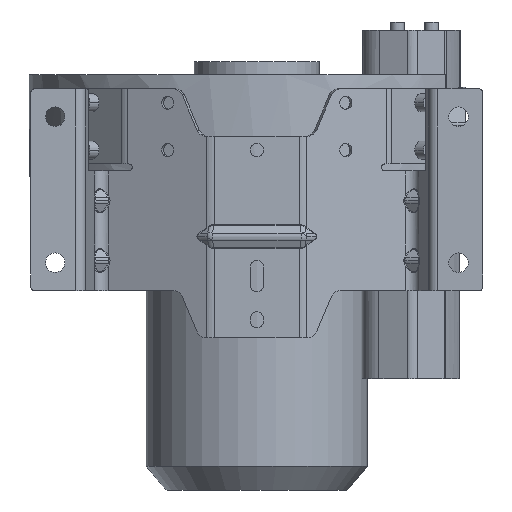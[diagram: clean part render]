
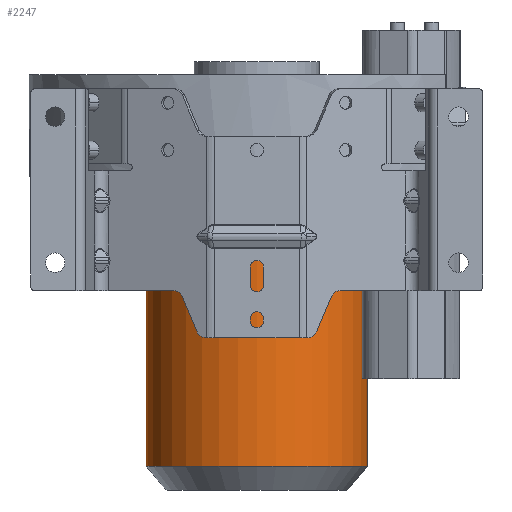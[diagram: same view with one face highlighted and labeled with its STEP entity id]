
A CAD part, front view. The second image highlights one B-rep face of the part: STEP entity #2247.
In plain terms, the highlighted cylindrical face has radius 79.5 mm (diameter 159 mm), a partial arc.
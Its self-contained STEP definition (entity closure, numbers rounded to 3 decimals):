
#403=CYLINDRICAL_SURFACE('',#10376,79.5);
#915=FACE_OUTER_BOUND('',#3075,.T.);
#1597=CIRCLE('',#9927,79.5);
#1795=CIRCLE('',#10374,79.5);
#2247=ADVANCED_FACE('',(#915),#403,.T.);
#3075=EDGE_LOOP('',(#5445,#5446,#5447,#5448));
#5445=ORIENTED_EDGE('',*,*,#7446,.F.);
#5446=ORIENTED_EDGE('',*,*,#7520,.F.);
#5447=ORIENTED_EDGE('',*,*,#7448,.T.);
#5448=ORIENTED_EDGE('',*,*,#8416,.T.);
#6464=VERTEX_POINT('',#14284);
#6465=VERTEX_POINT('',#14285);
#6466=VERTEX_POINT('',#14287);
#6467=VERTEX_POINT('',#14289);
#7446=EDGE_CURVE('',#6464,#6466,#8669,.T.);
#7448=EDGE_CURVE('',#6465,#6467,#8670,.T.);
#7520=EDGE_CURVE('',#6465,#6464,#1597,.T.);
#8416=EDGE_CURVE('',#6467,#6466,#1795,.T.);
#8669=LINE('',#14286,#9219);
#8670=LINE('',#14290,#9220);
#9219=VECTOR('',#11182,1.);
#9220=VECTOR('',#11185,1.);
#9927=AXIS2_PLACEMENT_3D('',#14548,#11286,#11287);
#10374=AXIS2_PLACEMENT_3D('',#21995,#12545,#12546);
#10376=AXIS2_PLACEMENT_3D('',#21997,#12549,#12550);
#11182=DIRECTION('',(0.,0.,-1.));
#11185=DIRECTION('',(0.,0.,-1.));
#11286=DIRECTION('',(0.,0.,1.));
#11287=DIRECTION('',(-1.,0.,0.));
#12545=DIRECTION('',(0.,0.,1.));
#12546=DIRECTION('',(1.,0.,0.));
#12549=DIRECTION('',(0.,0.,-1.));
#12550=DIRECTION('',(1.,0.,0.));
#14284=CARTESIAN_POINT('',(79.5,0.,-36.02));
#14285=CARTESIAN_POINT('',(-79.5,0.,-36.02));
#14286=CARTESIAN_POINT('',(79.5,0.,-36.02));
#14287=CARTESIAN_POINT('',(79.5,0.,-244.52));
#14289=CARTESIAN_POINT('',(-79.5,0.,-244.52));
#14290=CARTESIAN_POINT('',(-79.5,0.,-36.02));
#14548=CARTESIAN_POINT('',(0.,0.,-36.02));
#21995=CARTESIAN_POINT('',(0.,0.,-244.52));
#21997=CARTESIAN_POINT('',(0.,0.,-36.02));
